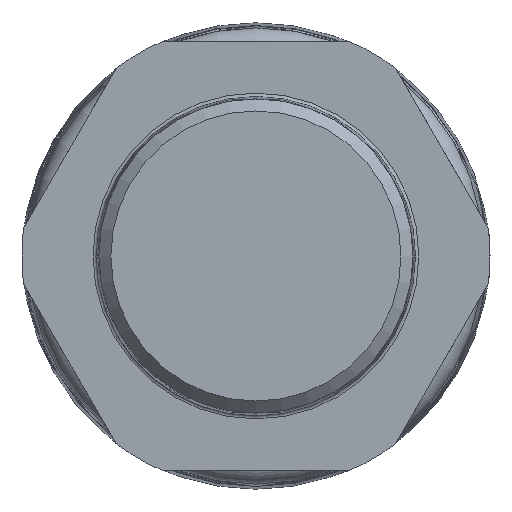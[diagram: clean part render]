
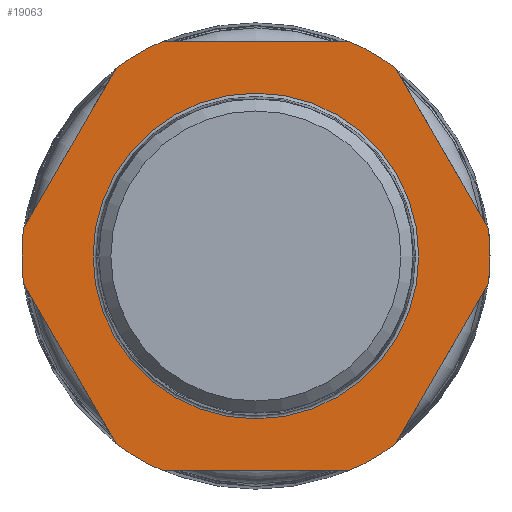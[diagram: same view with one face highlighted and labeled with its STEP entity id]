
A CAD part, left-side view. The second image highlights one B-rep face of the part: STEP entity #19063.
In plain terms, the highlighted planar face has unit normal (-1, 0, 0).
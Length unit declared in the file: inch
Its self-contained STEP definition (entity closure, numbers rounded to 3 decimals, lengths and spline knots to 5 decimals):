
#826=FACE_BOUND('',#3963,.T.);
#1702=CIRCLE('',#20839,0.96969);
#1703=CIRCLE('',#20840,0.96969);
#1707=CIRCLE('',#20846,1.3937);
#1708=CIRCLE('',#20847,1.3937);
#1709=CIRCLE('',#20848,1.3937);
#1710=CIRCLE('',#20849,1.3937);
#1711=CIRCLE('',#20850,1.3937);
#1712=CIRCLE('',#20851,1.3937);
#2892=FACE_OUTER_BOUND('',#3962,.T.);
#3962=EDGE_LOOP('',(#16408,#16409,#16410,#16411,#16412,#16413,#16414,#16415,
#16416,#16417,#16418,#16419));
#3963=EDGE_LOOP('',(#16420,#16421));
#4807=LINE('',#38797,#5646);
#4808=LINE('',#38801,#5647);
#4809=LINE('',#38805,#5648);
#4810=LINE('',#38809,#5649);
#4811=LINE('',#38813,#5650);
#4812=LINE('',#38817,#5651);
#5646=VECTOR('',#25188,0.3937);
#5647=VECTOR('',#25191,0.3937);
#5648=VECTOR('',#25194,0.3937);
#5649=VECTOR('',#25197,0.3937);
#5650=VECTOR('',#25200,0.3937);
#5651=VECTOR('',#25203,0.3937);
#8121=VERTEX_POINT('',#38782);
#8122=VERTEX_POINT('',#38784);
#8125=VERTEX_POINT('',#38795);
#8126=VERTEX_POINT('',#38796);
#8127=VERTEX_POINT('',#38798);
#8128=VERTEX_POINT('',#38800);
#8129=VERTEX_POINT('',#38802);
#8130=VERTEX_POINT('',#38804);
#8131=VERTEX_POINT('',#38806);
#8132=VERTEX_POINT('',#38808);
#8133=VERTEX_POINT('',#38810);
#8134=VERTEX_POINT('',#38812);
#8135=VERTEX_POINT('',#38814);
#8136=VERTEX_POINT('',#38816);
#10892=EDGE_CURVE('',#8121,#8122,#1702,.T.);
#10893=EDGE_CURVE('',#8122,#8121,#1703,.T.);
#10898=EDGE_CURVE('',#8125,#8126,#4807,.T.);
#10899=EDGE_CURVE('',#8127,#8126,#1707,.T.);
#10900=EDGE_CURVE('',#8127,#8128,#4808,.T.);
#10901=EDGE_CURVE('',#8129,#8128,#1708,.T.);
#10902=EDGE_CURVE('',#8129,#8130,#4809,.T.);
#10903=EDGE_CURVE('',#8131,#8130,#1709,.T.);
#10904=EDGE_CURVE('',#8131,#8132,#4810,.T.);
#10905=EDGE_CURVE('',#8133,#8132,#1710,.T.);
#10906=EDGE_CURVE('',#8133,#8134,#4811,.T.);
#10907=EDGE_CURVE('',#8135,#8134,#1711,.T.);
#10908=EDGE_CURVE('',#8135,#8136,#4812,.T.);
#10909=EDGE_CURVE('',#8125,#8136,#1712,.T.);
#16408=ORIENTED_EDGE('',*,*,#10898,.T.);
#16409=ORIENTED_EDGE('',*,*,#10899,.F.);
#16410=ORIENTED_EDGE('',*,*,#10900,.T.);
#16411=ORIENTED_EDGE('',*,*,#10901,.F.);
#16412=ORIENTED_EDGE('',*,*,#10902,.T.);
#16413=ORIENTED_EDGE('',*,*,#10903,.F.);
#16414=ORIENTED_EDGE('',*,*,#10904,.T.);
#16415=ORIENTED_EDGE('',*,*,#10905,.F.);
#16416=ORIENTED_EDGE('',*,*,#10906,.T.);
#16417=ORIENTED_EDGE('',*,*,#10907,.F.);
#16418=ORIENTED_EDGE('',*,*,#10908,.T.);
#16419=ORIENTED_EDGE('',*,*,#10909,.F.);
#16420=ORIENTED_EDGE('',*,*,#10893,.F.);
#16421=ORIENTED_EDGE('',*,*,#10892,.F.);
#17015=PLANE('',#20845);
#19063=ADVANCED_FACE('',(#2892,#826),#17015,.T.);
#20839=AXIS2_PLACEMENT_3D('',#38785,#25173,#25174);
#20840=AXIS2_PLACEMENT_3D('',#38786,#25175,#25176);
#20845=AXIS2_PLACEMENT_3D('',#38794,#25186,#25187);
#20846=AXIS2_PLACEMENT_3D('',#38799,#25189,#25190);
#20847=AXIS2_PLACEMENT_3D('',#38803,#25192,#25193);
#20848=AXIS2_PLACEMENT_3D('',#38807,#25195,#25196);
#20849=AXIS2_PLACEMENT_3D('',#38811,#25198,#25199);
#20850=AXIS2_PLACEMENT_3D('',#38815,#25201,#25202);
#20851=AXIS2_PLACEMENT_3D('',#38818,#25204,#25205);
#25173=DIRECTION('center_axis',(-1.,0.,0.));
#25174=DIRECTION('ref_axis',(0.,1.,0.));
#25175=DIRECTION('center_axis',(-1.,0.,0.));
#25176=DIRECTION('ref_axis',(0.,1.,0.));
#25186=DIRECTION('center_axis',(-1.,0.,0.));
#25187=DIRECTION('ref_axis',(0.,1.,0.));
#25188=DIRECTION('',(0.,0.5,0.866));
#25189=DIRECTION('center_axis',(1.,0.,0.));
#25190=DIRECTION('ref_axis',(0.,-1.,0.));
#25191=DIRECTION('',(0.,1.,0.));
#25192=DIRECTION('center_axis',(1.,0.,0.));
#25193=DIRECTION('ref_axis',(0.,-1.,0.));
#25194=DIRECTION('',(0.,0.5,-0.866));
#25195=DIRECTION('center_axis',(1.,0.,0.));
#25196=DIRECTION('ref_axis',(0.,-1.,0.));
#25197=DIRECTION('',(0.,-0.5,-0.866));
#25198=DIRECTION('center_axis',(1.,0.,0.));
#25199=DIRECTION('ref_axis',(0.,-1.,0.));
#25200=DIRECTION('',(0.,-1.,0.));
#25201=DIRECTION('center_axis',(1.,0.,0.));
#25202=DIRECTION('ref_axis',(0.,-1.,0.));
#25203=DIRECTION('',(0.,-0.5,0.866));
#25204=DIRECTION('center_axis',(1.,0.,0.));
#25205=DIRECTION('ref_axis',(0.,-1.,0.));
#38782=CARTESIAN_POINT('',(-2.90556,0.96969,0.));
#38784=CARTESIAN_POINT('',(-2.90556,-0.96969,0.));
#38785=CARTESIAN_POINT('Origin',(-2.90556,0.,
0.));
#38786=CARTESIAN_POINT('Origin',(-2.90556,0.,
0.));
#38794=CARTESIAN_POINT('Origin',(-2.90556,0.,
-1.3937));
#38795=CARTESIAN_POINT('',(-2.90556,-1.38433,0.16132));
#38796=CARTESIAN_POINT('',(-2.90556,-0.83187,1.11821));
#38797=CARTESIAN_POINT('',(-2.90556,-1.54796,-0.1221));
#38798=CARTESIAN_POINT('',(-2.90556,-0.55246,1.27953));
#38799=CARTESIAN_POINT('Origin',(-2.90556,0.,
0.));
#38800=CARTESIAN_POINT('',(-2.90556,0.55246,1.27953));
#38801=CARTESIAN_POINT('',(-2.90556,-0.27623,1.27953));
#38802=CARTESIAN_POINT('',(-2.90556,0.83187,1.11821));
#38803=CARTESIAN_POINT('Origin',(-2.90556,0.,
0.));
#38804=CARTESIAN_POINT('',(-2.90556,1.38433,0.16132));
#38805=CARTESIAN_POINT('',(-2.90556,1.27173,0.35635));
#38806=CARTESIAN_POINT('',(-2.90556,1.38433,-0.16132));
#38807=CARTESIAN_POINT('Origin',(-2.90556,0.,
0.));
#38808=CARTESIAN_POINT('',(-2.90556,0.83187,-1.11821));
#38809=CARTESIAN_POINT('',(-2.90556,0.94447,-0.92318));
#38810=CARTESIAN_POINT('',(-2.90556,0.55246,-1.27953));
#38811=CARTESIAN_POINT('Origin',(-2.90556,0.,
0.));
#38812=CARTESIAN_POINT('',(-2.90556,-0.55246,-1.27953));
#38813=CARTESIAN_POINT('',(-2.90556,0.27623,-1.27953));
#38814=CARTESIAN_POINT('',(-2.90556,-0.83187,-1.11821));
#38815=CARTESIAN_POINT('Origin',(-2.90556,0.,
0.));
#38816=CARTESIAN_POINT('',(-2.90556,-1.38433,-0.16132));
#38817=CARTESIAN_POINT('',(-2.90556,-0.66824,-1.40162));
#38818=CARTESIAN_POINT('Origin',(-2.90556,0.,
0.));
